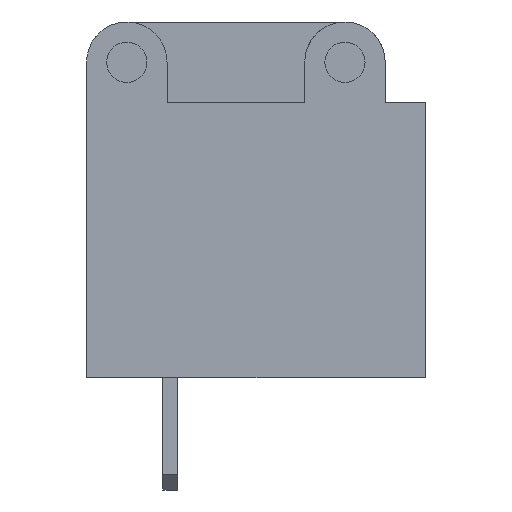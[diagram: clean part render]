
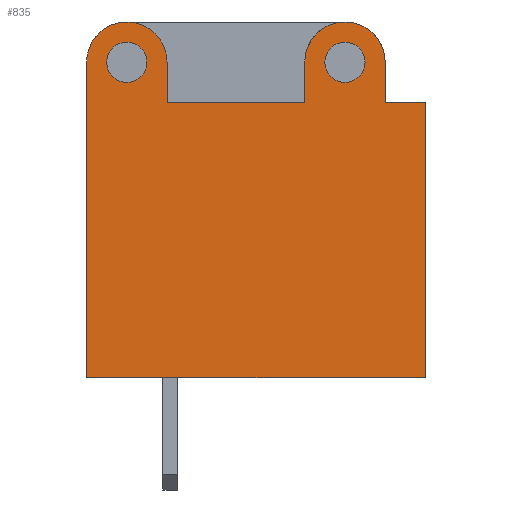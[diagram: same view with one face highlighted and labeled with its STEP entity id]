
A CAD part, left-side view. The second image highlights one B-rep face of the part: STEP entity #835.
In plain terms, the highlighted planar face has unit normal (-1, 0, 0).
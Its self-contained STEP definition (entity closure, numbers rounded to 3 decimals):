
#13=DIRECTION('',(0.,0.,1.));
#22=VERTEX_POINT('',#23);
#23=CARTESIAN_POINT('',(-5.5,-12.05,0.));
#28=DIRECTION('',(1.,0.,0.));
#30=EDGE_CURVE('',#22,#31,#33,.T.);
#31=VERTEX_POINT('',#32);
#32=CARTESIAN_POINT('',(-5.5,-12.05,13.));
#33=LINE('',#23,#34);
#34=VECTOR('',#13,1.);
#58=VECTOR('',#59,1.);
#59=DIRECTION('',(0.,0.,-1.));
#131=DIRECTION('',(0.,1.,0.));
#136=EDGE_CURVE('',#137,#22,#139,.T.);
#137=VERTEX_POINT('',#138);
#138=CARTESIAN_POINT('',(-5.5,3.95,0.));
#139=LINE('',#138,#140);
#140=VECTOR('',#141,1.);
#141=DIRECTION('',(0.,-1.,0.));
#153=DIRECTION('',(-1.,0.,0.));
#380=VECTOR('',#381,1.);
#381=DIRECTION('',(0.,0.,-1.));
#828=VERTEX_POINT('',#829);
#829=CARTESIAN_POINT('',(-5.5,-10.15,13.));
#831=ORIENTED_EDGE('',*,*,#832,.T.);
#832=EDGE_CURVE('',#828,#31,#833,.T.);
#833=LINE('',#834,#140);
#834=CARTESIAN_POINT('',(-5.5,3.95,13.));
#835=ADVANCED_FACE('',(#836,#876,#884),#892,.F.);
#836=FACE_BOUND('',#837,.F.);
#837=EDGE_LOOP('',(#838,#843,#850,#855,#859,#864,#871,#831,#874,#875));
#838=ORIENTED_EDGE('',*,*,#839,.F.);
#839=EDGE_CURVE('',#840,#137,#842,.T.);
#840=VERTEX_POINT('',#841);
#841=CARTESIAN_POINT('',(-5.5,3.95,14.9));
#842=LINE('',#841,#58);
#843=ORIENTED_EDGE('',*,*,#844,.T.);
#844=EDGE_CURVE('',#840,#845,#847,.T.);
#845=VERTEX_POINT('',#846);
#846=CARTESIAN_POINT('',(-5.5,0.15,14.9));
#847=CIRCLE('',#848,1.9);
#848=AXIS2_PLACEMENT_3D('',#849,#28,#131);
#849=CARTESIAN_POINT('',(-5.5,2.05,14.9));
#850=ORIENTED_EDGE('',*,*,#851,.T.);
#851=EDGE_CURVE('',#845,#852,#854,.T.);
#852=VERTEX_POINT('',#853);
#853=CARTESIAN_POINT('',(-5.5,0.15,13.));
#854=LINE('',#846,#380);
#855=ORIENTED_EDGE('',*,*,#856,.T.);
#856=EDGE_CURVE('',#852,#857,#833,.T.);
#857=VERTEX_POINT('',#858);
#858=CARTESIAN_POINT('',(-5.5,-6.35,13.));
#859=ORIENTED_EDGE('',*,*,#860,.T.);
#860=EDGE_CURVE('',#857,#861,#863,.T.);
#861=VERTEX_POINT('',#862);
#862=CARTESIAN_POINT('',(-5.5,-6.35,14.9));
#863=LINE('',#858,#34);
#864=ORIENTED_EDGE('',*,*,#865,.T.);
#865=EDGE_CURVE('',#861,#866,#868,.T.);
#866=VERTEX_POINT('',#867);
#867=CARTESIAN_POINT('',(-5.5,-10.15,14.9));
#868=CIRCLE('',#869,1.9);
#869=AXIS2_PLACEMENT_3D('',#870,#28,#131);
#870=CARTESIAN_POINT('',(-5.5,-8.25,14.9));
#871=ORIENTED_EDGE('',*,*,#872,.T.);
#872=EDGE_CURVE('',#866,#828,#873,.T.);
#873=LINE('',#867,#380);
#874=ORIENTED_EDGE('',*,*,#30,.F.);
#875=ORIENTED_EDGE('',*,*,#136,.F.);
#876=FACE_BOUND('',#877,.F.);
#877=EDGE_LOOP('',(#878));
#878=ORIENTED_EDGE('',*,*,#879,.T.);
#879=EDGE_CURVE('',#880,#880,#882,.T.);
#880=VERTEX_POINT('',#881);
#881=CARTESIAN_POINT('',(-5.5,1.1,14.9));
#882=CIRCLE('',#883,0.95);
#883=AXIS2_PLACEMENT_3D('',#849,#153,#141);
#884=FACE_BOUND('',#885,.F.);
#885=EDGE_LOOP('',(#886));
#886=ORIENTED_EDGE('',*,*,#887,.T.);
#887=EDGE_CURVE('',#888,#888,#890,.T.);
#888=VERTEX_POINT('',#889);
#889=CARTESIAN_POINT('',(-5.5,-9.2,14.9));
#890=CIRCLE('',#891,0.95);
#891=AXIS2_PLACEMENT_3D('',#870,#153,#141);
#892=PLANE('',#893);
#893=AXIS2_PLACEMENT_3D('',#138,#28,#141);
